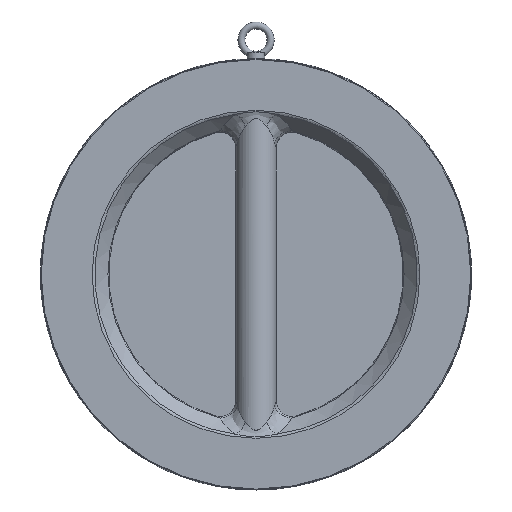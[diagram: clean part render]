
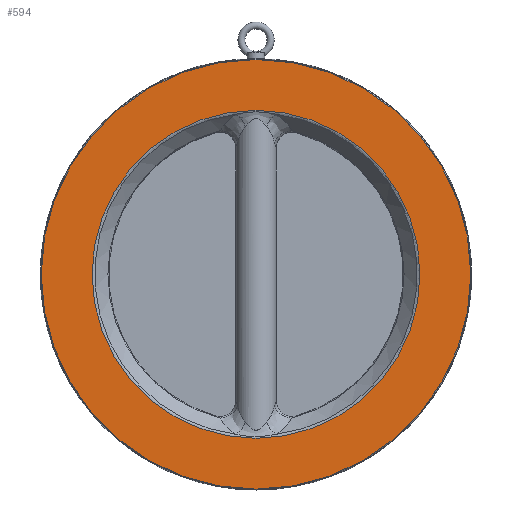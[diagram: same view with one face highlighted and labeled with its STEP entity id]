
A CAD part, front view. The second image highlights one B-rep face of the part: STEP entity #594.
In plain terms, the highlighted planar face has unit normal (0, -1, 0).
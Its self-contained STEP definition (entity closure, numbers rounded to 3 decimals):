
#37 = DIRECTION ( 'NONE',  ( 0., 0., 1. ) ) ;
#129 = CARTESIAN_POINT ( 'NONE',  ( 0., 0., 0. ) ) ;
#549 = EDGE_LOOP ( 'NONE', ( #1572 ) ) ;
#594 = ADVANCED_FACE ( 'NONE', ( #3825, #3411 ), #1439, .F. ) ;
#966 = CIRCLE ( 'NONE', #2568, 243.5 ) ;
#1037 = EDGE_LOOP ( 'NONE', ( #2570 ) ) ;
#1173 = CIRCLE ( 'NONE', #1796, 185.865 ) ;
#1295 = EDGE_CURVE ( 'NONE', #1676, #1676, #966, .T. ) ;
#1401 = DIRECTION ( 'NONE',  ( 0., 1., 0. ) ) ;
#1439 = PLANE ( 'NONE',  #2996 ) ;
#1572 = ORIENTED_EDGE ( 'NONE', *, *, #1295, .T. ) ;
#1634 = DIRECTION ( 'NONE',  ( 0., 0., 1. ) ) ;
#1676 = VERTEX_POINT ( 'NONE', #3039 ) ;
#1746 = VERTEX_POINT ( 'NONE', #2121 ) ;
#1750 = DIRECTION ( 'NONE',  ( 0., -1., 0. ) ) ;
#1796 = AXIS2_PLACEMENT_3D ( 'NONE', #2660, #4363, #1634 ) ;
#2121 = CARTESIAN_POINT ( 'NONE',  ( 0., 0., 185.865 ) ) ;
#2125 = CARTESIAN_POINT ( 'NONE',  ( 185.865, 0., 0. ) ) ;
#2464 = EDGE_CURVE ( 'NONE', #1746, #1746, #1173, .T. ) ;
#2568 = AXIS2_PLACEMENT_3D ( 'NONE', #129, #1750, #37 ) ;
#2570 = ORIENTED_EDGE ( 'NONE', *, *, #2464, .T. ) ;
#2660 = CARTESIAN_POINT ( 'NONE',  ( 0., 0., 0. ) ) ;
#2996 = AXIS2_PLACEMENT_3D ( 'NONE', #2125, #1401, #3734 ) ;
#3039 = CARTESIAN_POINT ( 'NONE',  ( 0., 0., 243.5 ) ) ;
#3411 = FACE_BOUND ( 'NONE', #1037, .T. ) ;
#3734 = DIRECTION ( 'NONE',  ( 0., 0., 1. ) ) ;
#3825 = FACE_OUTER_BOUND ( 'NONE', #549, .T. ) ;
#4363 = DIRECTION ( 'NONE',  ( 0., 1., 0. ) ) ;
